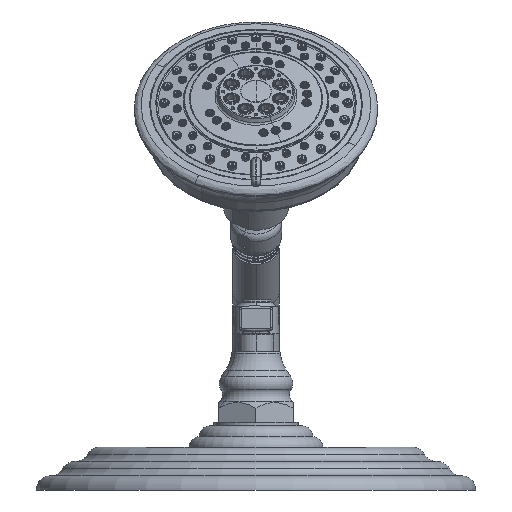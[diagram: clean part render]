
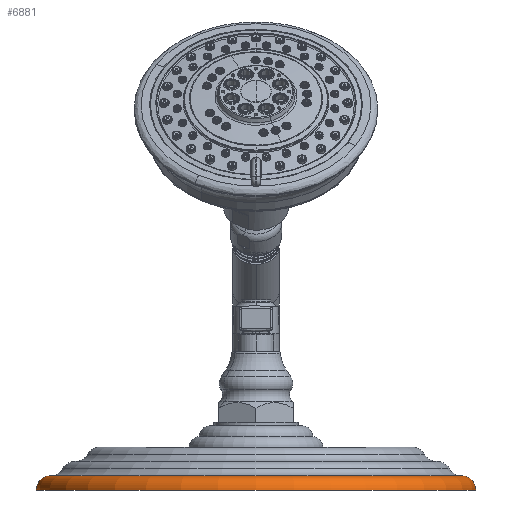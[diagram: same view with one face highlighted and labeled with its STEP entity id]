
A CAD part, front view. The second image highlights one B-rep face of the part: STEP entity #6881.
In plain terms, the highlighted toroidal (fillet/blend) face has major radius 92.075 mm and minor radius 6.35 mm.
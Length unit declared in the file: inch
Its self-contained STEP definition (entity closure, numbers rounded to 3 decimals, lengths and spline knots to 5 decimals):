
#1792=CARTESIAN_POINT('',(0.,0.,0.25));
#1793=DIRECTION('',(0.,0.,-1.));
#1794=DIRECTION('',(1.,0.,0.));
#1795=AXIS2_PLACEMENT_3D('',#1792,#1793,#1794);
#1817=CARTESIAN_POINT('',(3.625,0.,0.));
#1818=DIRECTION('',(0.,-1.,0.));
#1819=DIRECTION('',(1.,0.,0.));
#1820=AXIS2_PLACEMENT_3D('',#1817,#1818,#1819);
#1822=CARTESIAN_POINT('',(-3.625,0.,0.));
#1823=DIRECTION('',(0.,1.,0.));
#1824=DIRECTION('',(-1.,0.,0.));
#1825=AXIS2_PLACEMENT_3D('',#1822,#1823,#1824);
#1827=CARTESIAN_POINT('',(0.,0.,0.));
#1828=DIRECTION('',(0.,0.,-1.));
#1829=DIRECTION('',(1.,0.,0.));
#1830=AXIS2_PLACEMENT_3D('',#1827,#1828,#1829);
#3884=CARTESIAN_POINT('',(3.625,0.,0.25));
#3886=VERTEX_POINT('',#3884);
#3894=CARTESIAN_POINT('',(-3.625,0.,0.25));
#3896=VERTEX_POINT('',#3894);
#4468=CARTESIAN_POINT('',(3.875,0.,0.));
#4469=CARTESIAN_POINT('',(-3.875,0.,0.));
#4470=VERTEX_POINT('',#4468);
#4471=VERTEX_POINT('',#4469);
#6870=CARTESIAN_POINT('',(0.,0.,0.));
#6871=DIRECTION('',(0.,0.,-1.));
#6872=DIRECTION('',(-1.,0.,0.));
#6873=AXIS2_PLACEMENT_3D('',#6870,#6871,#6872);
#6874=TOROIDAL_SURFACE('',#6873,3.625,0.25);
#6875=ORIENTED_EDGE('',*,*,#6864,.T.);
#6876=ORIENTED_EDGE('',*,*,#6854,.T.);
#6877=ORIENTED_EDGE('',*,*,#6823,.F.);
#6878=ORIENTED_EDGE('',*,*,#6851,.F.);
#6879=EDGE_LOOP('',(#6875,#6876,#6877,#6878));
#6880=FACE_OUTER_BOUND('',#6879,.F.);
#6881=ADVANCED_FACE('',(#6880),#6874,.T.);
#1796=CIRCLE('',#1795,3.625);
#1821=CIRCLE('',#1820,0.25);
#1826=CIRCLE('',#1825,0.25);
#1831=CIRCLE('',#1830,3.875);
#6823=EDGE_CURVE('',#3886,#3896,#1796,.T.);
#6851=EDGE_CURVE('',#4470,#3886,#1821,.T.);
#6854=EDGE_CURVE('',#4471,#3896,#1826,.T.);
#6864=EDGE_CURVE('',#4470,#4471,#1831,.T.);
